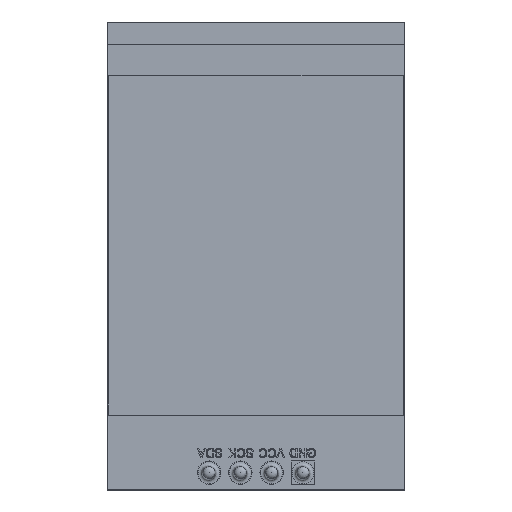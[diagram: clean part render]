
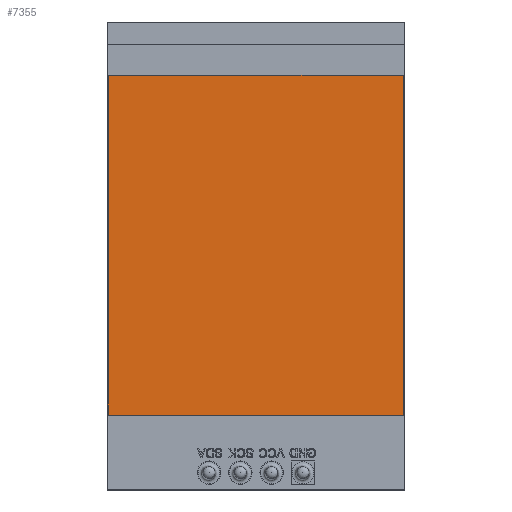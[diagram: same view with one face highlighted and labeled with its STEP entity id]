
A CAD part, top view. The second image highlights one B-rep face of the part: STEP entity #7355.
In plain terms, the highlighted planar face has unit normal (0, 0, 1).
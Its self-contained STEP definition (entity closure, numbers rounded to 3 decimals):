
#872=FACE_OUTER_BOUND('',#1323,.T.);
#1323=EDGE_LOOP('',(#5393,#5394,#5395,#5396));
#1904=LINE('',#9861,#2579);
#1908=LINE('',#9870,#2583);
#1911=LINE('',#9874,#2586);
#1913=LINE('',#9877,#2588);
#2579=VECTOR('',#8572,10.);
#2583=VECTOR('',#8578,10.);
#2586=VECTOR('',#8583,10.);
#2588=VECTOR('',#8587,10.);
#3168=VERTEX_POINT('',#9858);
#3169=VERTEX_POINT('',#9860);
#3172=VERTEX_POINT('',#9867);
#3173=VERTEX_POINT('',#9869);
#3996=EDGE_CURVE('',#3168,#3169,#1904,.T.);
#4000=EDGE_CURVE('',#3172,#3173,#1908,.T.);
#4003=EDGE_CURVE('',#3172,#3169,#1911,.T.);
#4005=EDGE_CURVE('',#3168,#3173,#1913,.T.);
#5393=ORIENTED_EDGE('',*,*,#4005,.T.);
#5394=ORIENTED_EDGE('',*,*,#4000,.F.);
#5395=ORIENTED_EDGE('',*,*,#4003,.T.);
#5396=ORIENTED_EDGE('',*,*,#3996,.F.);
#7121=PLANE('',#7864);
#7355=ADVANCED_FACE('',(#872),#7121,.T.);
#7864=AXIS2_PLACEMENT_3D('',#9878,#8588,#8589);
#8572=DIRECTION('',(0.,1.,0.));
#8578=DIRECTION('',(0.,-1.,0.));
#8583=DIRECTION('',(-1.,0.,0.));
#8587=DIRECTION('',(1.,0.,0.));
#8588=DIRECTION('center_axis',(0.,0.,1.));
#8589=DIRECTION('ref_axis',(1.,0.,0.));
#9858=CARTESIAN_POINT('',(-11.97,4.676,2.5));
#9860=CARTESIAN_POINT('',(-11.97,32.215,2.5));
#9861=CARTESIAN_POINT('',(-11.97,32.215,2.5));
#9867=CARTESIAN_POINT('',(11.946,32.215,2.5));
#9869=CARTESIAN_POINT('',(11.946,4.676,2.5));
#9870=CARTESIAN_POINT('',(11.946,4.676,2.5));
#9874=CARTESIAN_POINT('',(5.921,32.215,2.5));
#9877=CARTESIAN_POINT('',(5.921,4.676,2.5));
#9878=CARTESIAN_POINT('Origin',(-0.012,18.446,2.5));
